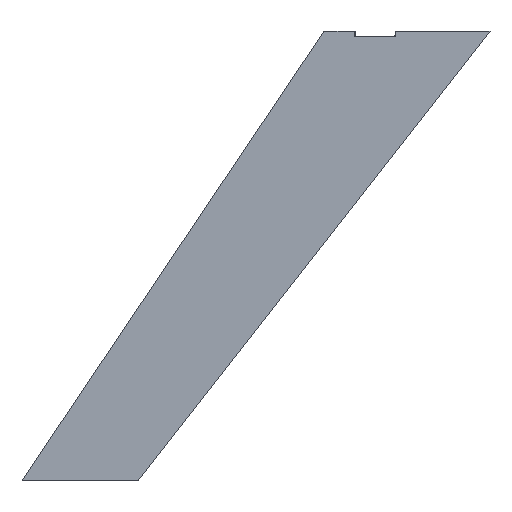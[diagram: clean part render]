
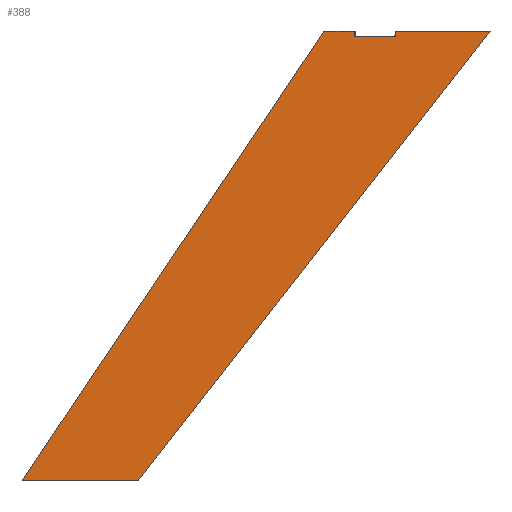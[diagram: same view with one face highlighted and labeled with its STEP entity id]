
A CAD part, top view. The second image highlights one B-rep face of the part: STEP entity #388.
In plain terms, the highlighted planar face has unit normal (0, 0, 1).
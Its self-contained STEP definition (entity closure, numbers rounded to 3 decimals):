
#28=PLANE('',#458);
#48=FACE_OUTER_BOUND('',#68,.T.);
#68=EDGE_LOOP('',(#337,#338,#339,#340,#341,#342,#343,#344,#345,#346,#347,
#348,#349,#350));
#78=LINE('',#595,#120);
#85=LINE('',#613,#127);
#89=LINE('',#621,#131);
#99=LINE('',#657,#141);
#100=LINE('',#658,#142);
#106=LINE('',#671,#148);
#108=LINE('',#675,#150);
#109=LINE('',#677,#151);
#110=LINE('',#679,#152);
#111=LINE('',#680,#153);
#120=VECTOR('',#481,10.);
#127=VECTOR('',#496,10.);
#131=VECTOR('',#500,10.);
#141=VECTOR('',#544,10.);
#142=VECTOR('',#545,10.);
#148=VECTOR('',#555,10.);
#150=VECTOR('',#559,10.);
#151=VECTOR('',#560,10.);
#152=VECTOR('',#561,10.);
#153=VECTOR('',#562,10.);
#161=CIRCLE('',#440,1.5);
#163=CIRCLE('',#444,1.5);
#165=CIRCLE('',#448,1.5);
#167=CIRCLE('',#452,1.5);
#175=VERTEX_POINT('',#592);
#176=VERTEX_POINT('',#594);
#182=VERTEX_POINT('',#610);
#183=VERTEX_POINT('',#612);
#186=VERTEX_POINT('',#618);
#187=VERTEX_POINT('',#620);
#189=VERTEX_POINT('',#626);
#191=VERTEX_POINT('',#634);
#192=VERTEX_POINT('',#635);
#196=VERTEX_POINT('',#655);
#201=VERTEX_POINT('',#670);
#202=VERTEX_POINT('',#674);
#203=VERTEX_POINT('',#676);
#204=VERTEX_POINT('',#678);
#212=EDGE_CURVE('',#176,#175,#78,.T.);
#221=EDGE_CURVE('',#183,#182,#85,.T.);
#225=EDGE_CURVE('',#187,#186,#89,.T.);
#228=EDGE_CURVE('',#175,#189,#161,.T.);
#232=EDGE_CURVE('',#191,#192,#163,.T.);
#237=EDGE_CURVE('',#186,#183,#165,.T.);
#239=EDGE_CURVE('',#182,#176,#167,.T.);
#243=EDGE_CURVE('',#192,#196,#99,.T.);
#244=EDGE_CURVE('',#189,#191,#100,.T.);
#250=EDGE_CURVE('',#201,#187,#106,.T.);
#252=EDGE_CURVE('',#196,#202,#108,.T.);
#253=EDGE_CURVE('',#202,#203,#109,.T.);
#254=EDGE_CURVE('',#203,#204,#110,.T.);
#255=EDGE_CURVE('',#204,#201,#111,.T.);
#337=ORIENTED_EDGE('',*,*,#212,.T.);
#338=ORIENTED_EDGE('',*,*,#228,.T.);
#339=ORIENTED_EDGE('',*,*,#244,.T.);
#340=ORIENTED_EDGE('',*,*,#232,.T.);
#341=ORIENTED_EDGE('',*,*,#243,.T.);
#342=ORIENTED_EDGE('',*,*,#252,.T.);
#343=ORIENTED_EDGE('',*,*,#253,.T.);
#344=ORIENTED_EDGE('',*,*,#254,.T.);
#345=ORIENTED_EDGE('',*,*,#255,.T.);
#346=ORIENTED_EDGE('',*,*,#250,.T.);
#347=ORIENTED_EDGE('',*,*,#225,.T.);
#348=ORIENTED_EDGE('',*,*,#237,.T.);
#349=ORIENTED_EDGE('',*,*,#221,.T.);
#350=ORIENTED_EDGE('',*,*,#239,.T.);
#388=ADVANCED_FACE('',(#48),#28,.T.);
#440=AXIS2_PLACEMENT_3D('',#627,#505,#506);
#444=AXIS2_PLACEMENT_3D('',#636,#515,#516);
#448=AXIS2_PLACEMENT_3D('',#645,#526,#527);
#452=AXIS2_PLACEMENT_3D('',#649,#534,#535);
#458=AXIS2_PLACEMENT_3D('',#673,#557,#558);
#481=DIRECTION('',(-1.,0.,0.));
#496=DIRECTION('',(0.,-1.,0.));
#500=DIRECTION('',(0.,-1.,0.));
#505=DIRECTION('center_axis',(0.,0.,-1.));
#506=DIRECTION('ref_axis',(0.567,-0.824,0.));
#515=DIRECTION('center_axis',(0.,0.,-1.));
#516=DIRECTION('ref_axis',(0.,-1.,0.));
#526=DIRECTION('center_axis',(0.,0.,-1.));
#527=DIRECTION('ref_axis',(0.,1.,0.));
#534=DIRECTION('center_axis',(0.,0.,-1.));
#535=DIRECTION('ref_axis',(0.866,0.5,0.));
#544=DIRECTION('',(0.,1.,0.));
#545=DIRECTION('',(0.,1.,0.));
#555=DIRECTION('',(-1.,0.,0.));
#557=DIRECTION('center_axis',(0.,0.,1.));
#558=DIRECTION('ref_axis',(1.,0.,0.));
#559=DIRECTION('',(-1.,0.,0.));
#560=DIRECTION('',(-0.557,-0.83,0.));
#561=DIRECTION('',(1.,0.,0.));
#562=DIRECTION('',(0.616,0.788,0.));
#592=CARTESIAN_POINT('',(601.542,799.295,7.));
#594=CARTESIAN_POINT('',(668.714,799.295,7.));
#595=CARTESIAN_POINT('',(541.338,799.295,7.));
#610=CARTESIAN_POINT('',(670.863,801.28,7.));
#612=CARTESIAN_POINT('',(670.863,802.845,7.));
#613=CARTESIAN_POINT('',(670.863,613.5,7.));
#618=CARTESIAN_POINT('',(670.863,805.845,7.));
#620=CARTESIAN_POINT('',(670.863,808.345,7.));
#621=CARTESIAN_POINT('',(670.863,613.5,7.));
#626=CARTESIAN_POINT('',(599.393,801.28,7.));
#627=CARTESIAN_POINT('Origin',(600.243,800.045,7.));
#634=CARTESIAN_POINT('',(599.393,802.845,7.));
#635=CARTESIAN_POINT('',(599.393,805.845,7.));
#636=CARTESIAN_POINT('Origin',(599.393,804.345,7.));
#645=CARTESIAN_POINT('Origin',(670.863,804.345,7.));
#649=CARTESIAN_POINT('Origin',(670.013,800.045,7.));
#655=CARTESIAN_POINT('',(599.393,808.345,7.));
#657=CARTESIAN_POINT('',(599.393,608.975,7.));
#658=CARTESIAN_POINT('',(599.393,608.975,7.));
#670=CARTESIAN_POINT('',(841.56,808.345,7.));
#671=CARTESIAN_POINT('',(842.195,808.345,7.));
#673=CARTESIAN_POINT('Origin',(411.814,418.656,7.));
#674=CARTESIAN_POINT('',(542.968,808.345,7.));
#675=CARTESIAN_POINT('',(842.195,808.345,7.));
#676=CARTESIAN_POINT('',(0.602,0.,7.));
#677=CARTESIAN_POINT('',(542.968,808.345,7.));
#678=CARTESIAN_POINT('',(209.353,0.,7.));
#679=CARTESIAN_POINT('',(0.,0.,7.));
#680=CARTESIAN_POINT('',(209.353,0.,7.));
